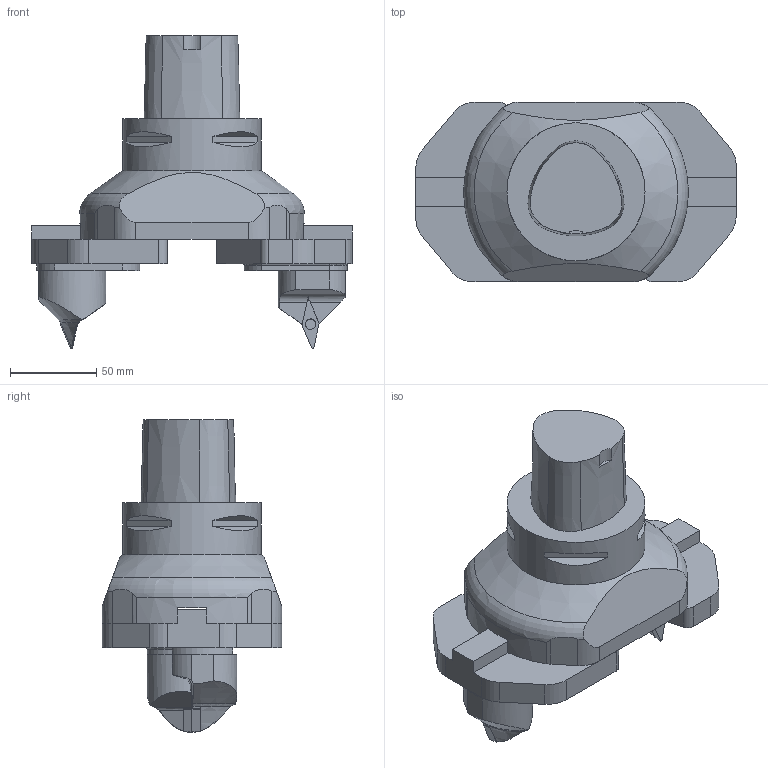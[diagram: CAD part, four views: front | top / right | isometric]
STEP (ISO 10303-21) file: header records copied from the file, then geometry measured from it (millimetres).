
FILE_DESCRIPTION(/* description */ (''),/* implementation_level */ '2;1');
FILE_NAME(/* name */ '1567078421478.stp',/* time_stamp */ '2019-08-29T13:33:48+02:00',/* author */ (''),/* organization */ ('SMS'),/* preprocessor_version */ 'ST-DEVELOPER v16.7',/* originating_system */ 'SIEMENS PLM Software NX 12.0',/* authorisation */ '');
FILE_SCHEMA (('AUTOMOTIVE_DESIGN { 1 0 10303 214 3 1 1 1 }'));
Length unit declared in the file: millimetre
Products named in the file (12): 202283476mod000_00; ASSEMBLY_CONSTRUCTION; IsoTurningInsert; 202284215mod000_00; 201157278mod000_01; 111169520mod000_01; 111166613mod000_01; 111169820mod000_01; 111169816mod000_01; 201156953mod000_01
Assembly tree (12 placements, depth 3):
  201156953mod000_01
    111166613mod000_01
    111169520mod000_01
    111169816mod000_01
      202284215mod000_00
      ASSEMBLY_CONSTRUCTION
      IsoTurningInsert
    201157278mod000_01
    111169820mod000_01
      ASSEMBLY_CONSTRUCTION
      202283476mod000_00
      IsoTurningInsert
    ASSEMBLY_CONSTRUCTION
Bounding box: 185.45 x 104 x 181.02 mm (x, y, z)
Volume: 892757.4 mm3; surface area: 101074.7 mm2
Topology: 7 solids, 7 shells, 184 faces, 461 edges, 326 vertices
Faces by surface type: plane 95, cylinder 49, torus 12, cone 11, bspline 9, revolution 6, extrusion 2
Full cylindrical faces by diameter (mm): 4.4 x4, 80 x1
Entity records: 6006 total; most frequent: CARTESIAN_POINT 1486, DIRECTION 858, ORIENTED_EDGE 818, EDGE_CURVE 409, AXIS2_PLACEMENT_3D 324, VERTEX_POINT 274, VECTOR 204, LINE 202
